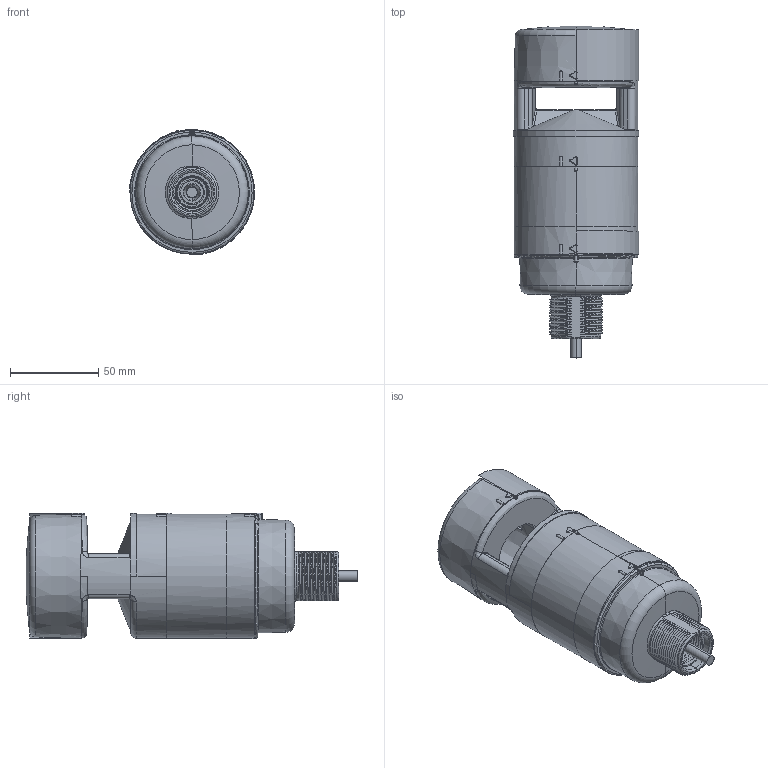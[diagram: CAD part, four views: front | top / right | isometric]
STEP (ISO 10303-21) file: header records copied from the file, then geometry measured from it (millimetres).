
FILE_DESCRIPTION((''),'2;1');
FILE_NAME('198998_ASM','2017-03-10T',('pdmadmin'),('BANNER ENGINEERING'),'CREO PARAMETRIC BY PTC INC, 2016260','CREO PARAMETRIC BY PTC INC, 2016260','');
FILE_SCHEMA(('CONFIG_CONTROL_DESIGN'));
Length unit declared in the file: millimetre
Products named in the file (7): 180077; 183492; 183493; 192654; 192655; CABLE_592; 198998_ASM
Assembly tree (6 placements, depth 2):
  198998_ASM
    180077
    183492
    183493
    192654
    192655
    CABLE_592
Bounding box: 71 x 187.8 x 71.25 mm (x, y, z)
Volume: 167871.1 mm3; surface area: 122150.6 mm2
Topology: 6 solids, 9 shells, 1590 faces, 3840 edges, 2287 vertices
Faces by surface type: bspline 483, cylinder 425, plane 294, torus 170, cone 131, sphere 87
Entity records: 90453 total; most frequent: CARTESIAN_POINT 57005, ORIENTED_EDGE 7660, DIRECTION 6067, EDGE_CURVE 3836, AXIS2_PLACEMENT_3D 2542, VERTEX_POINT 2287, EDGE_LOOP 1654, FACE_OUTER_BOUND 1590
